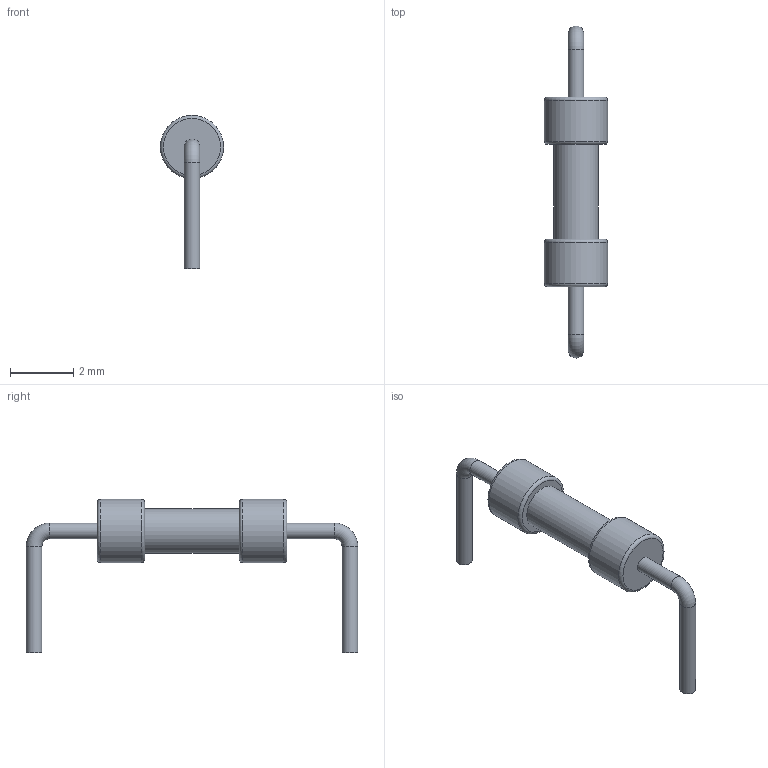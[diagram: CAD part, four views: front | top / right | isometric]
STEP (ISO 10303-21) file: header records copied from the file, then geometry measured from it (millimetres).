
FILE_DESCRIPTION(/* description */ (''),/* implementation_level */ '2;1');
FILE_NAME(/* name */ 'AXIAL10L.stp',/* time_stamp */ '2023-09-26T09:54:01+03:00',/* author */ ('Sandman'),/* organization */ (''),/* preprocessor_version */ 'ST-DEVELOPER v18.1',/* originating_system */ 'Autodesk Inventor 2021',/* authorisation */ '');
FILE_SCHEMA (('AUTOMOTIVE_DESIGN { 1 0 10303 214 3 1 1 }'));
Length unit declared in the file: millimetre
Products named in the file (1): L axial
Bounding box: 2 x 10.5 x 4.85 mm (x, y, z)
Volume: 16.2 mm3; surface area: 58.9 mm2
Topology: 3 solids, 3 shells, 21 faces, 39 edges, 26 vertices
Faces by surface type: plane 8, cylinder 7, torus 6
Full cylindrical faces by diameter (mm): 0.5 x4, 1.4 x1, 2 x2
Entity records: 593 total; most frequent: DIRECTION 115, CARTESIAN_POINT 87, ORIENTED_EDGE 78, AXIS2_PLACEMENT_3D 54, EDGE_CURVE 39, CIRCLE 32, VERTEX_POINT 26, EDGE_LOOP 23
